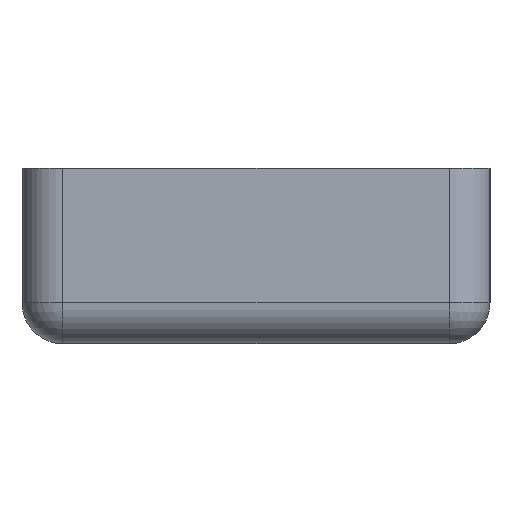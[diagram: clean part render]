
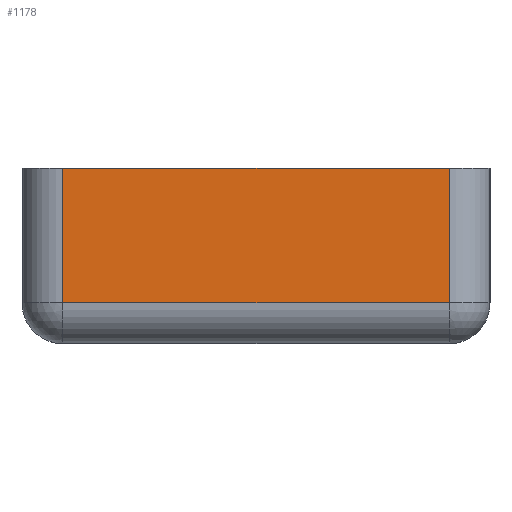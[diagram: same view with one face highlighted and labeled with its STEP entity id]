
A CAD part, left-side view. The second image highlights one B-rep face of the part: STEP entity #1178.
In plain terms, the highlighted planar face has unit normal (-1, 0, 0).
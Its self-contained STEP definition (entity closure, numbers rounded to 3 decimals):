
#525=CARTESIAN_POINT('',(-80.,16.5,7.5));
#526=VERTEX_POINT('',#525);
#534=CARTESIAN_POINT('',(-80.,-16.5,7.5));
#535=VERTEX_POINT('',#534);
#536=CARTESIAN_POINT('',(-80.,-16.5,7.5));
#537=DIRECTION('',(0.0,1.0,0.0));
#538=VECTOR('',#537,33.0);
#539=LINE('',#536,#538);
#540=EDGE_CURVE('',#535,#526,#539,.T.);
#679=CARTESIAN_POINT('',(-80.,16.5,-4.));
#680=VERTEX_POINT('',#679);
#696=CARTESIAN_POINT('',(-80.,-16.5,-4.));
#697=VERTEX_POINT('',#696);
#705=CARTESIAN_POINT('',(-80.,-16.5,-4.));
#706=DIRECTION('',(0.0,1.0,0.0));
#707=VECTOR('',#706,33.0);
#708=LINE('',#705,#707);
#709=EDGE_CURVE('',#697,#680,#708,.T.);
#873=CARTESIAN_POINT('',(-80.,-16.5,7.5));
#874=DIRECTION('',(0.0,0.0,-1.0));
#875=VECTOR('',#874,11.5);
#876=LINE('',#873,#875);
#877=EDGE_CURVE('',#535,#697,#876,.T.);
#1162=CARTESIAN_POINT('',(-80.,-16.5,0.0));
#1163=DIRECTION('',(-1.0,0.0,0.0));
#1164=DIRECTION('',(0.0,0.0,1.0));
#1165=AXIS2_PLACEMENT_3D('',#1162,#1163,#1164);
#1166=PLANE('',#1165);
#1167=ORIENTED_EDGE('',*,*,#709,.F.);
#1168=ORIENTED_EDGE('',*,*,#877,.F.);
#1169=ORIENTED_EDGE('',*,*,#540,.T.);
#1170=CARTESIAN_POINT('',(-80.,16.5,-4.));
#1171=DIRECTION('',(0.0,0.0,1.0));
#1172=VECTOR('',#1171,11.5);
#1173=LINE('',#1170,#1172);
#1174=EDGE_CURVE('',#680,#526,#1173,.T.);
#1175=ORIENTED_EDGE('',*,*,#1174,.F.);
#1176=EDGE_LOOP('',(#1167,#1168,#1169,#1175));
#1177=FACE_OUTER_BOUND('',#1176,.T.);
#1178=ADVANCED_FACE('',(#1177),#1166,.T.);
